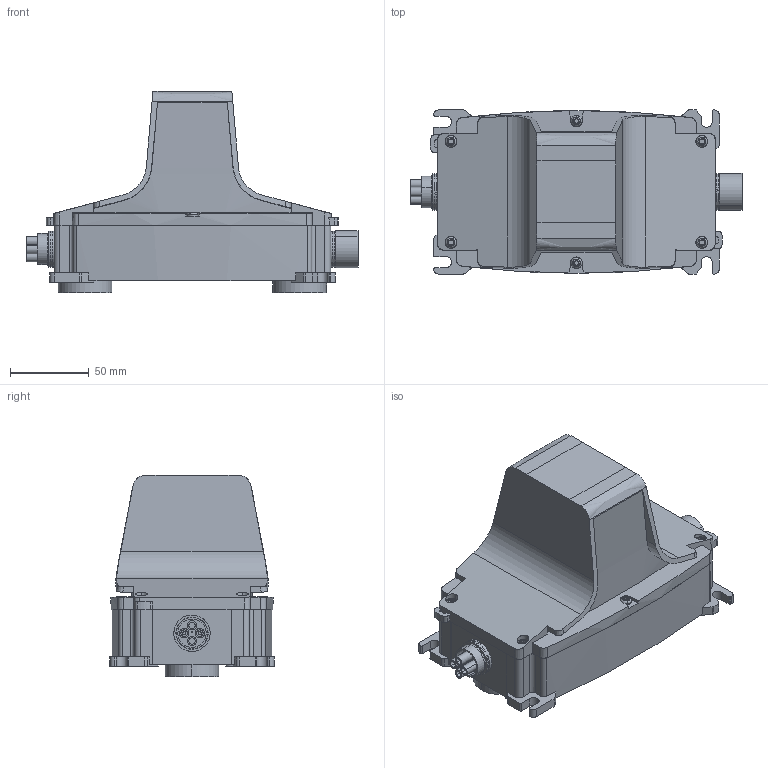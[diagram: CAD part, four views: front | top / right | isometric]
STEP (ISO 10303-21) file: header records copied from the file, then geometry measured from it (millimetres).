
FILE_DESCRIPTION(('CATIA V5 STEP Exchange','CAx-IF Rec.Pracs.--- Model Styling and Organization---1.5--- 2016-08-15','CAx-IF Rec.Pracs.---Supplemental Geometry---1.0---2011-11-01','CAx-IF Rec.Pracs.--- Composite Materials ---1.1---2010-07-15'),'2;1');
FILE_NAME ('D1640819_0', '2025-01-10T06:55:47+00:00', ('none'), ('Weidmueller'), 'CATIA Version 5-6 Release 2022 SP4 HF5', 'CATIA V5 STEP AP214 v3', 'none');
FILE_SCHEMA(('AUTOMOTIVE_DESIGN { 1 0 10303 214 1 1 1 1 }'));
Length unit declared in the file: millimetre
Products named in the file (1): S3D_FP_DUO_DC_RC_MF_MA_SP
Bounding box: 210.4 x 104 x 127.5 mm (x, y, z)
Volume: 1153136.6 mm3; surface area: 90978.8 mm2
Topology: 1 solids, 1 shells, 520 faces, 1396 edges, 920 vertices
Faces by surface type: plane 224, cylinder 156, extrusion 76, bspline 28, torus 16, sphere 12, cone 8
Entity records: 18216 total; most frequent: CARTESIAN_POINT 5916, ORIENTED_EDGE 2792, DIRECTION 1697, EDGE_CURVE 1396, VERTEX_POINT 920, VECTOR 747, AXIS2_PLACEMENT_3D 672, LINE 671
